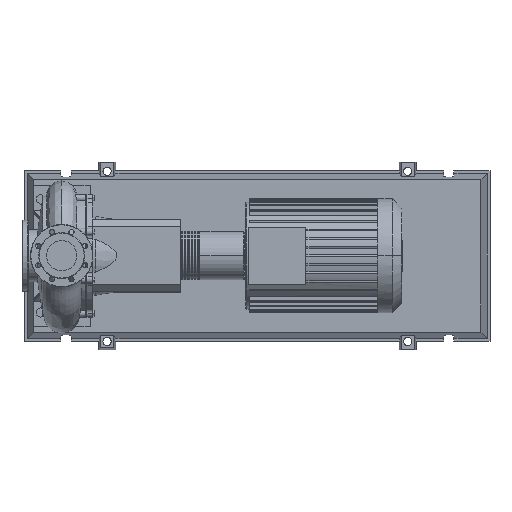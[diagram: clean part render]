
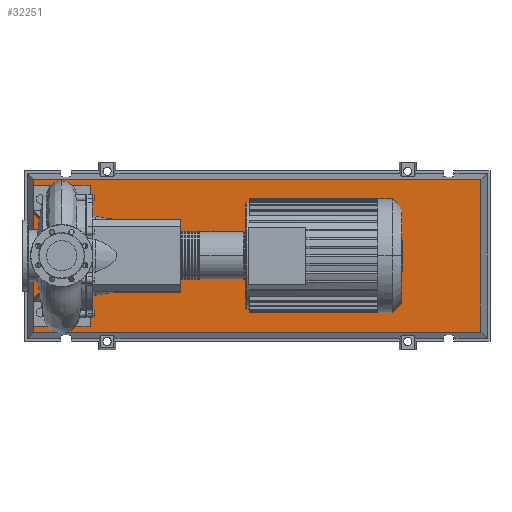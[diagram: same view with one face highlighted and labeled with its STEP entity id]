
A CAD part, top view. The second image highlights one B-rep face of the part: STEP entity #32251.
In plain terms, the highlighted planar face has unit normal (0, 0, 1).
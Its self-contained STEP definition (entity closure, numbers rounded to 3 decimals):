
#31932=CARTESIAN_POINT('',(1478.185,-268.185,123.0));
#31933=VERTEX_POINT('',#31932);
#31940=CARTESIAN_POINT('',(-98.185,-268.185,123.0));
#31941=VERTEX_POINT('',#31940);
#31942=CARTESIAN_POINT('',(1478.185,-268.185,123.0));
#31943=DIRECTION('',(-1.0,0.0,0.0));
#31944=VECTOR('',#31943,1576.37);
#31945=LINE('',#31942,#31944);
#31946=EDGE_CURVE('',#31933,#31941,#31945,.T.);
#32164=CARTESIAN_POINT('',(1478.185,268.185,123.0));
#32165=VERTEX_POINT('',#32164);
#32166=CARTESIAN_POINT('',(1478.185,268.185,123.0));
#32167=DIRECTION('',(0.0,-1.0,0.0));
#32168=VECTOR('',#32167,536.37);
#32169=LINE('',#32166,#32168);
#32170=EDGE_CURVE('',#32165,#31933,#32169,.T.);
#32188=CARTESIAN_POINT('',(-98.185,268.185,123.0));
#32189=VERTEX_POINT('',#32188);
#32190=CARTESIAN_POINT('',(-98.185,-268.185,123.0));
#32191=DIRECTION('',(0.0,1.0,0.0));
#32192=VECTOR('',#32191,536.37);
#32193=LINE('',#32190,#32192);
#32194=EDGE_CURVE('',#31941,#32189,#32193,.T.);
#32227=CARTESIAN_POINT('',(-98.185,268.185,123.0));
#32228=DIRECTION('',(1.0,0.0,0.0));
#32229=VECTOR('',#32228,1576.37);
#32230=LINE('',#32227,#32229);
#32231=EDGE_CURVE('',#32189,#32165,#32230,.T.);
#32240=CARTESIAN_POINT('',(690.,0.,123.0));
#32241=DIRECTION('',(0.0,0.0,1.0));
#32242=DIRECTION('',(1.0,0.0,0.0));
#32243=AXIS2_PLACEMENT_3D('',#32240,#32241,#32242);
#32244=PLANE('',#32243);
#32245=ORIENTED_EDGE('',*,*,#32170,.F.);
#32246=ORIENTED_EDGE('',*,*,#32231,.F.);
#32247=ORIENTED_EDGE('',*,*,#32194,.F.);
#32248=ORIENTED_EDGE('',*,*,#31946,.F.);
#32249=EDGE_LOOP('',(#32245,#32246,#32247,#32248));
#32250=FACE_OUTER_BOUND('',#32249,.T.);
#32251=ADVANCED_FACE('',(#32250),#32244,.T.);
